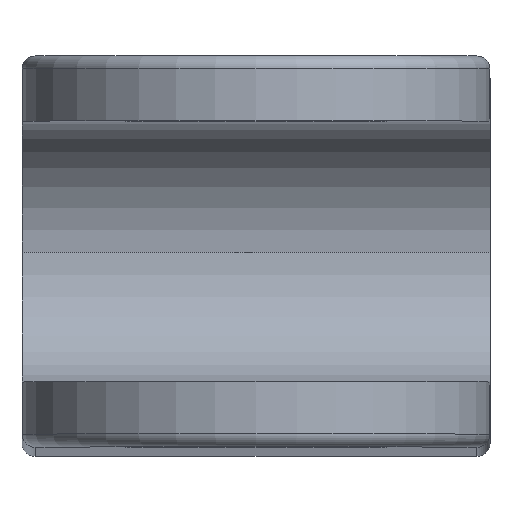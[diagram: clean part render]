
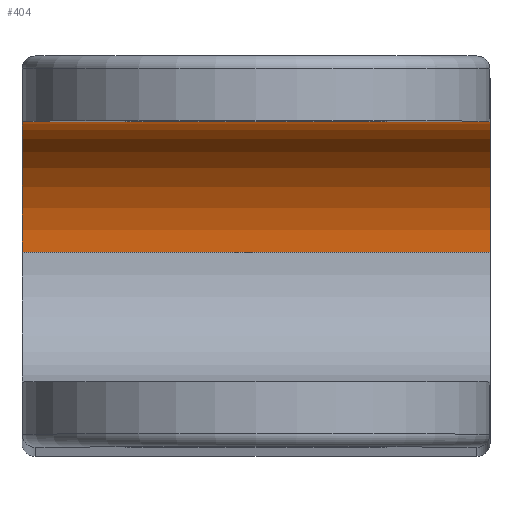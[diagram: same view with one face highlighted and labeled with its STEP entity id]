
A CAD part, top view. The second image highlights one B-rep face of the part: STEP entity #404.
In plain terms, the highlighted cylindrical face has radius 10 mm (diameter 20 mm), a partial arc.
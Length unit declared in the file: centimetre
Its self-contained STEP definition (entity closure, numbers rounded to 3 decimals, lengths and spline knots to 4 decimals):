
#25 = CARTESIAN_POINT ( 'NONE',  ( 1.7941, 1.5, 17.8985 ) ) ;
#70 = LINE ( 'NONE', #572, #443 ) ;
#83 = ORIENTED_EDGE ( 'NONE', *, *, #753, .F. ) ;
#96 = CARTESIAN_POINT ( 'NONE',  ( -1.7941, 1.5, 16.8985 ) ) ;
#113 = AXIS2_PLACEMENT_3D ( 'NONE', #282, #219, #144 ) ;
#144 = DIRECTION ( 'NONE',  ( 0., 0., -1. ) ) ;
#145 = EDGE_CURVE ( 'NONE', #316, #882, #675, .T. ) ;
#150 = VERTEX_POINT ( 'NONE', #396 ) ;
#151 = CARTESIAN_POINT ( 'NONE',  ( 1.7941, 1.5, 16.8985 ) ) ;
#167 = CARTESIAN_POINT ( 'NONE',  ( 1.7941, 2.5, 17.8985 ) ) ;
#206 = EDGE_LOOP ( 'NONE', ( #83, #432, #662, #929 ) ) ;
#219 = DIRECTION ( 'NONE',  ( 1., 0., 0. ) ) ;
#282 = CARTESIAN_POINT ( 'NONE',  ( -1.7941, 1.5, 17.8985 ) ) ;
#287 = DIRECTION ( 'NONE',  ( 1., 0., 0. ) ) ;
#316 = VERTEX_POINT ( 'NONE', #352 ) ;
#352 = CARTESIAN_POINT ( 'NONE',  ( -1.7941, 1.5, 16.8985 ) ) ;
#358 = CYLINDRICAL_SURFACE ( 'NONE', #113, 1. ) ;
#362 = FACE_OUTER_BOUND ( 'NONE', #206, .T. ) ;
#369 = CIRCLE ( 'NONE', #703, 1. ) ;
#396 = CARTESIAN_POINT ( 'NONE',  ( -1.7941, 2.5, 17.8985 ) ) ;
#404 = ADVANCED_FACE ( 'NONE', ( #362 ), #358, .F. ) ;
#432 = ORIENTED_EDGE ( 'NONE', *, *, #145, .T. ) ;
#443 = VECTOR ( 'NONE', #287, 100. ) ;
#482 = VECTOR ( 'NONE', #604, 100. ) ;
#488 = DIRECTION ( 'NONE',  ( 1., 0., 0. ) ) ;
#518 = VERTEX_POINT ( 'NONE', #167 ) ;
#541 = AXIS2_PLACEMENT_3D ( 'NONE', #842, #488, #771 ) ;
#572 = CARTESIAN_POINT ( 'NONE',  ( -1.7941, 2.5, 17.8985 ) ) ;
#582 = EDGE_CURVE ( 'NONE', #882, #518, #369, .T. ) ;
#603 = DIRECTION ( 'NONE',  ( 1., 0., 0. ) ) ;
#604 = DIRECTION ( 'NONE',  ( 1., 0., 0. ) ) ;
#661 = CIRCLE ( 'NONE', #541, 1. ) ;
#662 = ORIENTED_EDGE ( 'NONE', *, *, #582, .T. ) ;
#675 = LINE ( 'NONE', #96, #482 ) ;
#703 = AXIS2_PLACEMENT_3D ( 'NONE', #25, #603, #884 ) ;
#753 = EDGE_CURVE ( 'NONE', #316, #150, #661, .T. ) ;
#771 = DIRECTION ( 'NONE',  ( 0., 0., 1. ) ) ;
#842 = CARTESIAN_POINT ( 'NONE',  ( -1.7941, 1.5, 17.8985 ) ) ;
#882 = VERTEX_POINT ( 'NONE', #151 ) ;
#884 = DIRECTION ( 'NONE',  ( 0., 0., 1. ) ) ;
#915 = EDGE_CURVE ( 'NONE', #150, #518, #70, .T. ) ;
#929 = ORIENTED_EDGE ( 'NONE', *, *, #915, .F. ) ;
